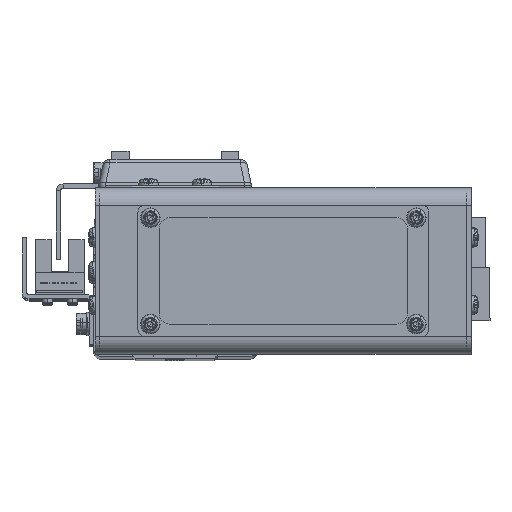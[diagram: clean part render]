
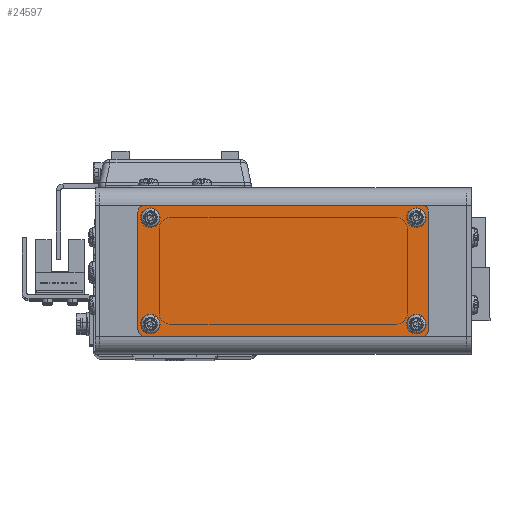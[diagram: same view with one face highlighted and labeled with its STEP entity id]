
A CAD part, top view. The second image highlights one B-rep face of the part: STEP entity #24597.
In plain terms, the highlighted face is planar.
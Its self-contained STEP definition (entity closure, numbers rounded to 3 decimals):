
#473 = DIRECTION ( 'NONE',  ( 1., 0., 0. ) ) ;
#622 = ORIENTED_EDGE ( 'NONE', *, *, #28466, .F. ) ;
#1698 = DIRECTION ( 'NONE',  ( 0., 0., 1. ) ) ;
#1824 = DIRECTION ( 'NONE',  ( 1., 0., 0. ) ) ;
#2846 = CARTESIAN_POINT ( 'NONE',  ( -35.8, 3.5, 0. ) ) ;
#2987 = VERTEX_POINT ( 'NONE', #68504 ) ;
#3014 = EDGE_CURVE ( 'NONE', #41996, #47935, #23677, .T. ) ;
#3168 = DIRECTION ( 'NONE',  ( 0., 0., 1. ) ) ;
#4634 = ORIENTED_EDGE ( 'NONE', *, *, #53092, .T. ) ;
#5012 = FACE_BOUND ( 'NONE', #60853, .T. ) ;
#5458 = ORIENTED_EDGE ( 'NONE', *, *, #13636, .T. ) ;
#5615 = CIRCLE ( 'NONE', #15968, 1.7 ) ;
#5782 = VECTOR ( 'NONE', #61513, 1000. ) ;
#6337 = ORIENTED_EDGE ( 'NONE', *, *, #61542, .T. ) ;
#6980 = AXIS2_PLACEMENT_3D ( 'NONE', #35858, #1698, #41669 ) ;
#7562 = LINE ( 'NONE', #55752, #5782 ) ;
#7831 = CARTESIAN_POINT ( 'NONE',  ( 37.5, 33.5, 0. ) ) ;
#8030 = DIRECTION ( 'NONE',  ( 0., 0., 1. ) ) ;
#9385 = CARTESIAN_POINT ( 'NONE',  ( -41., 35., 0. ) ) ;
#10619 = VERTEX_POINT ( 'NONE', #17862 ) ;
#11013 = CARTESIAN_POINT ( 'NONE',  ( 41., 2., 0. ) ) ;
#11139 = CIRCLE ( 'NONE', #59964, 2. ) ;
#11394 = ORIENTED_EDGE ( 'NONE', *, *, #13717, .F. ) ;
#12259 = CIRCLE ( 'NONE', #69020, 1.7 ) ;
#12422 = CIRCLE ( 'NONE', #35142, 2. ) ;
#12962 = ORIENTED_EDGE ( 'NONE', *, *, #32168, .F. ) ;
#13591 = DIRECTION ( 'NONE',  ( 1., 0., 0. ) ) ;
#13636 = EDGE_CURVE ( 'NONE', #2987, #40309, #48802, .T. ) ;
#13717 = EDGE_CURVE ( 'NONE', #50290, #35031, #33559, .T. ) ;
#15143 = DIRECTION ( 'NONE',  ( 0., 0., 1. ) ) ;
#15342 = ORIENTED_EDGE ( 'NONE', *, *, #73682, .T. ) ;
#15968 = AXIS2_PLACEMENT_3D ( 'NONE', #61049, #26737, #66742 ) ;
#16523 = AXIS2_PLACEMENT_3D ( 'NONE', #70228, #35966, #1824 ) ;
#16746 = DIRECTION ( 'NONE',  ( 0., 1., 0. ) ) ;
#17862 = CARTESIAN_POINT ( 'NONE',  ( -39.2, 3.5, 0. ) ) ;
#17885 = VERTEX_POINT ( 'NONE', #32975 ) ;
#18363 = CARTESIAN_POINT ( 'NONE',  ( 35.8, 3.5, 0. ) ) ;
#18770 = ORIENTED_EDGE ( 'NONE', *, *, #62529, .F. ) ;
#19415 = VERTEX_POINT ( 'NONE', #22198 ) ;
#20025 = DIRECTION ( 'NONE',  ( -1., 0., 0. ) ) ;
#20911 = ORIENTED_EDGE ( 'NONE', *, *, #3014, .F. ) ;
#21947 = AXIS2_PLACEMENT_3D ( 'NONE', #65386, #31113, #71120 ) ;
#21965 = FACE_OUTER_BOUND ( 'NONE', #23925, .T. ) ;
#22198 = CARTESIAN_POINT ( 'NONE',  ( -35.8, 33.5, 0. ) ) ;
#22244 = DIRECTION ( 'NONE',  ( 0., 0., 1. ) ) ;
#22571 = CARTESIAN_POINT ( 'NONE',  ( 39., 35., 0. ) ) ;
#23179 = EDGE_LOOP ( 'NONE', ( #5458, #30068 ) ) ;
#23513 = CARTESIAN_POINT ( 'NONE',  ( -39., 0., 0. ) ) ;
#23677 = LINE ( 'NONE', #23513, #67487 ) ;
#23925 = EDGE_LOOP ( 'NONE', ( #11394, #18770, #12962, #20911, #47414, #47871, #54333, #622 ) ) ;
#24469 = ORIENTED_EDGE ( 'NONE', *, *, #44473, .T. ) ;
#24597 = ADVANCED_FACE ( 'NONE', ( #5012, #48779, #21965, #64015, #33540 ), #39572, .F. ) ;
#24969 = CARTESIAN_POINT ( 'NONE',  ( -39.2, 33.5, 0. ) ) ;
#25089 = ORIENTED_EDGE ( 'NONE', *, *, #68309, .T. ) ;
#25207 = CARTESIAN_POINT ( 'NONE',  ( -37.5, 3.5, 0. ) ) ;
#25295 = EDGE_CURVE ( 'NONE', #63743, #32323, #7562, .T. ) ;
#25602 = DIRECTION ( 'NONE',  ( 0., 0., 1. ) ) ;
#26464 = VERTEX_POINT ( 'NONE', #28693 ) ;
#26737 = DIRECTION ( 'NONE',  ( 0., 0., 1. ) ) ;
#26970 = AXIS2_PLACEMENT_3D ( 'NONE', #25207, #65197, #30948 ) ;
#28466 = EDGE_CURVE ( 'NONE', #35031, #17885, #56662, .T. ) ;
#28693 = CARTESIAN_POINT ( 'NONE',  ( 41., 2., 0. ) ) ;
#29014 = DIRECTION ( 'NONE',  ( 1., 0., 0. ) ) ;
#29332 = CARTESIAN_POINT ( 'NONE',  ( 41., 35., 0. ) ) ;
#30068 = ORIENTED_EDGE ( 'NONE', *, *, #39955, .T. ) ;
#30948 = DIRECTION ( 'NONE',  ( 1., 0., 0. ) ) ;
#31113 = DIRECTION ( 'NONE',  ( 0., 0., 1. ) ) ;
#31116 = CIRCLE ( 'NONE', #57867, 1.7 ) ;
#31484 = CARTESIAN_POINT ( 'NONE',  ( 39., 37., 0. ) ) ;
#32168 = EDGE_CURVE ( 'NONE', #47935, #26464, #12422, .T. ) ;
#32323 = VERTEX_POINT ( 'NONE', #64379 ) ;
#32975 = CARTESIAN_POINT ( 'NONE',  ( -39., 37., 0. ) ) ;
#33540 = FACE_BOUND ( 'NONE', #23179, .T. ) ;
#33559 = CIRCLE ( 'NONE', #43374, 2. ) ;
#34602 = DIRECTION ( 'NONE',  ( 0., 0., 1. ) ) ;
#34642 = CARTESIAN_POINT ( 'NONE',  ( 39., 37., 0. ) ) ;
#34842 = CARTESIAN_POINT ( 'NONE',  ( 39.2, 33.5, 0. ) ) ;
#35031 = VERTEX_POINT ( 'NONE', #34642 ) ;
#35142 = AXIS2_PLACEMENT_3D ( 'NONE', #68871, #34602, #473 ) ;
#35858 = CARTESIAN_POINT ( 'NONE',  ( -37.5, 3.5, 0. ) ) ;
#35966 = DIRECTION ( 'NONE',  ( 0., 0., 1. ) ) ;
#37349 = CARTESIAN_POINT ( 'NONE',  ( -39., 2., 0. ) ) ;
#37672 = CARTESIAN_POINT ( 'NONE',  ( 39., 0., 0. ) ) ;
#38165 = LINE ( 'NONE', #11013, #51584 ) ;
#39310 = EDGE_LOOP ( 'NONE', ( #25089, #6337 ) ) ;
#39572 = PLANE ( 'NONE',  #57459 ) ;
#39933 = AXIS2_PLACEMENT_3D ( 'NONE', #56501, #22244, #62256 ) ;
#39955 = EDGE_CURVE ( 'NONE', #40309, #2987, #12259, .T. ) ;
#40041 = VERTEX_POINT ( 'NONE', #2846 ) ;
#40309 = VERTEX_POINT ( 'NONE', #34842 ) ;
#41669 = DIRECTION ( 'NONE',  ( 1., 0., 0. ) ) ;
#41996 = VERTEX_POINT ( 'NONE', #69543 ) ;
#42292 = CARTESIAN_POINT ( 'NONE',  ( 39., 35., 0. ) ) ;
#42721 = EDGE_CURVE ( 'NONE', #10619, #40041, #68123, .T. ) ;
#42948 = CIRCLE ( 'NONE', #6980, 1.7 ) ;
#43146 = DIRECTION ( 'NONE',  ( 1., 0., 0. ) ) ;
#43374 = AXIS2_PLACEMENT_3D ( 'NONE', #42292, #8030, #48015 ) ;
#44390 = CIRCLE ( 'NONE', #21947, 1.7 ) ;
#44473 = EDGE_CURVE ( 'NONE', #40041, #10619, #42948, .T. ) ;
#45324 = DIRECTION ( 'NONE',  ( 0., 0., 1. ) ) ;
#47414 = ORIENTED_EDGE ( 'NONE', *, *, #66040, .F. ) ;
#47820 = DIRECTION ( 'NONE',  ( 0., 0., 1. ) ) ;
#47871 = ORIENTED_EDGE ( 'NONE', *, *, #25295, .F. ) ;
#47935 = VERTEX_POINT ( 'NONE', #37672 ) ;
#48015 = DIRECTION ( 'NONE',  ( 1., 0., 0. ) ) ;
#48779 = FACE_BOUND ( 'NONE', #68472, .T. ) ;
#48802 = CIRCLE ( 'NONE', #16523, 1.7 ) ;
#49384 = CARTESIAN_POINT ( 'NONE',  ( 37.5, 3.5, 0. ) ) ;
#50241 = VERTEX_POINT ( 'NONE', #50628 ) ;
#50290 = VERTEX_POINT ( 'NONE', #29332 ) ;
#50628 = CARTESIAN_POINT ( 'NONE',  ( 39.2, 3.5, 0. ) ) ;
#51584 = VECTOR ( 'NONE', #16746, 1000. ) ;
#53092 = EDGE_CURVE ( 'NONE', #57297, #19415, #5615, .T. ) ;
#53896 = EDGE_CURVE ( 'NONE', #17885, #63743, #68961, .T. ) ;
#54333 = ORIENTED_EDGE ( 'NONE', *, *, #53896, .F. ) ;
#55126 = DIRECTION ( 'NONE',  ( 1., 0., 0. ) ) ;
#55210 = AXIS2_PLACEMENT_3D ( 'NONE', #49384, #15143, #55126 ) ;
#55752 = CARTESIAN_POINT ( 'NONE',  ( -41., 35., 0. ) ) ;
#56501 = CARTESIAN_POINT ( 'NONE',  ( -39., 35., 0. ) ) ;
#56662 = LINE ( 'NONE', #31484, #70039 ) ;
#57297 = VERTEX_POINT ( 'NONE', #24969 ) ;
#57459 = AXIS2_PLACEMENT_3D ( 'NONE', #22571, #45324, #62574 ) ;
#57867 = AXIS2_PLACEMENT_3D ( 'NONE', #59906, #25602, #65619 ) ;
#59906 = CARTESIAN_POINT ( 'NONE',  ( 37.5, 3.5, 0. ) ) ;
#59964 = AXIS2_PLACEMENT_3D ( 'NONE', #37349, #3168, #43146 ) ;
#60853 = EDGE_LOOP ( 'NONE', ( #4634, #15342 ) ) ;
#60882 = CIRCLE ( 'NONE', #55210, 1.7 ) ;
#61049 = CARTESIAN_POINT ( 'NONE',  ( -37.5, 33.5, 0. ) ) ;
#61513 = DIRECTION ( 'NONE',  ( 0., -1., 0. ) ) ;
#61542 = EDGE_CURVE ( 'NONE', #50241, #66349, #31116, .T. ) ;
#62256 = DIRECTION ( 'NONE',  ( 1., 0., 0. ) ) ;
#62529 = EDGE_CURVE ( 'NONE', #26464, #50290, #38165, .T. ) ;
#62574 = DIRECTION ( 'NONE',  ( 1., 0., 0. ) ) ;
#63743 = VERTEX_POINT ( 'NONE', #9385 ) ;
#64015 = FACE_BOUND ( 'NONE', #39310, .T. ) ;
#64379 = CARTESIAN_POINT ( 'NONE',  ( -41., 2., 0. ) ) ;
#65197 = DIRECTION ( 'NONE',  ( 0., 0., 1. ) ) ;
#65386 = CARTESIAN_POINT ( 'NONE',  ( -37.5, 33.5, 0. ) ) ;
#65619 = DIRECTION ( 'NONE',  ( 1., 0., 0. ) ) ;
#66040 = EDGE_CURVE ( 'NONE', #32323, #41996, #11139, .T. ) ;
#66349 = VERTEX_POINT ( 'NONE', #18363 ) ;
#66742 = DIRECTION ( 'NONE',  ( 1., 0., 0. ) ) ;
#67487 = VECTOR ( 'NONE', #29014, 1000. ) ;
#68123 = CIRCLE ( 'NONE', #26970, 1.7 ) ;
#68309 = EDGE_CURVE ( 'NONE', #66349, #50241, #60882, .T. ) ;
#68472 = EDGE_LOOP ( 'NONE', ( #68584, #24469 ) ) ;
#68504 = CARTESIAN_POINT ( 'NONE',  ( 35.8, 33.5, 0. ) ) ;
#68584 = ORIENTED_EDGE ( 'NONE', *, *, #42721, .T. ) ;
#68871 = CARTESIAN_POINT ( 'NONE',  ( 39., 2., 0. ) ) ;
#68961 = CIRCLE ( 'NONE', #39933, 2. ) ;
#69020 = AXIS2_PLACEMENT_3D ( 'NONE', #7831, #47820, #13591 ) ;
#69543 = CARTESIAN_POINT ( 'NONE',  ( -39., 0., 0. ) ) ;
#70039 = VECTOR ( 'NONE', #20025, 1000. ) ;
#70228 = CARTESIAN_POINT ( 'NONE',  ( 37.5, 33.5, 0. ) ) ;
#71120 = DIRECTION ( 'NONE',  ( 1., 0., 0. ) ) ;
#73682 = EDGE_CURVE ( 'NONE', #19415, #57297, #44390, .T. ) ;
